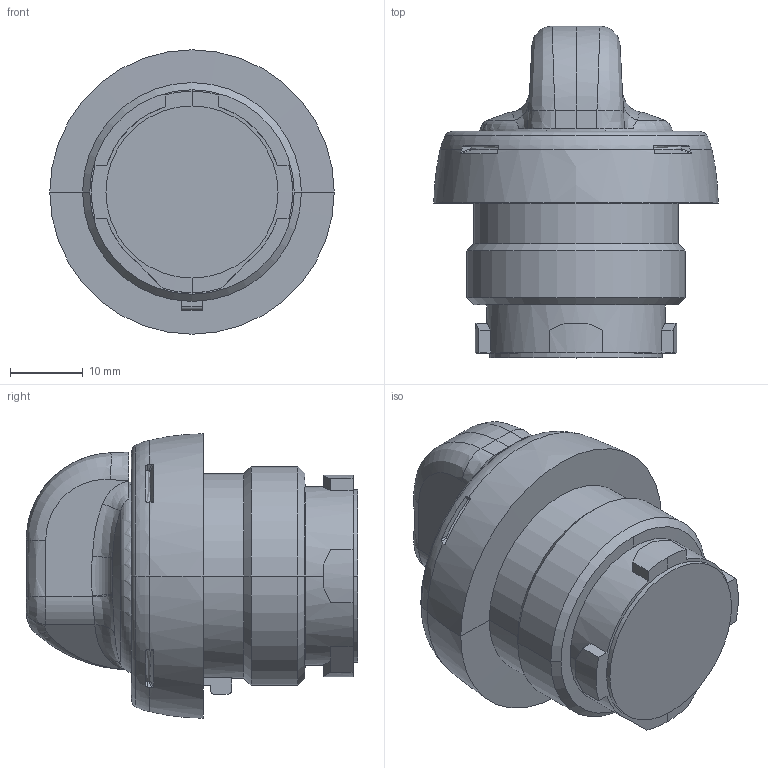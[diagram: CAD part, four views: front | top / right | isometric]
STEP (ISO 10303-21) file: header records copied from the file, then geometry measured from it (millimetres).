
FILE_DESCRIPTION((''),'2;1');
FILE_NAME('05-1141-0458_EINSATZGEH','2023-09-21T16:15:02',('Beil'),(''),'CREO PARAMETRIC BY PTC INC, 2019030','CREO PARAMETRIC BY PTC INC, 2019030','');
FILE_SCHEMA(('CONFIG_CONTROL_DESIGN','SHAPE_APPEARANCE_LAYERS_GROUPS'));
Length unit declared in the file: millimetre
Products named in the file (1): 05-1141-0458_EINSATZGEH
Bounding box: 39 x 45.5 x 39 mm (x, y, z)
Volume: 28573.2 mm3; surface area: 6384.5 mm2
Topology: 1 solids, 3 shells, 211 faces, 560 edges, 353 vertices
Faces by surface type: plane 74, bspline 46, cone 27, extrusion 24, cylinder 24, torus 12, sphere 4
Entity records: 10892 total; most frequent: CARTESIAN_POINT 4376, ORIENTED_EDGE 1112, DIRECTION 795, PRESENTATION_STYLE_ASSIGNMENT 561, STYLED_ITEM 557, CURVE_STYLE 556, EDGE_CURVE 556, VERTEX_POINT 353
